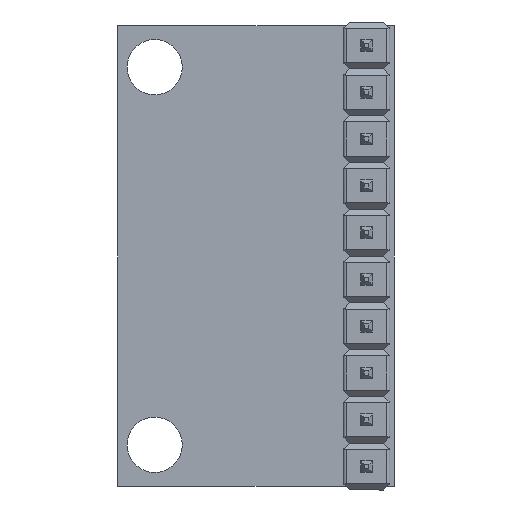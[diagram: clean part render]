
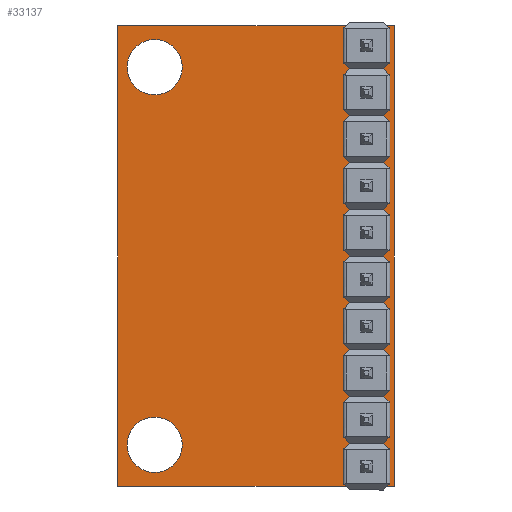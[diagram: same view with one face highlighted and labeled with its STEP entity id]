
A CAD part, front view. The second image highlights one B-rep face of the part: STEP entity #33137.
In plain terms, the highlighted planar face has unit normal (0, -1, 0).
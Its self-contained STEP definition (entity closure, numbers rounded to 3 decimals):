
#330=CIRCLE('',#34489,1.5);
#331=CIRCLE('',#34491,1.5);
#332=CIRCLE('',#34493,0.5);
#333=CIRCLE('',#34495,0.5);
#334=CIRCLE('',#34497,0.5);
#335=CIRCLE('',#34499,0.5);
#336=CIRCLE('',#34501,0.5);
#337=CIRCLE('',#34503,0.5);
#338=CIRCLE('',#34505,0.5);
#339=CIRCLE('',#34507,0.5);
#340=CIRCLE('',#34509,0.5);
#341=CIRCLE('',#34511,0.5);
#592=FACE_BOUND('',#5625,.T.);
#593=FACE_BOUND('',#5626,.T.);
#594=FACE_BOUND('',#5627,.T.);
#595=FACE_BOUND('',#5628,.T.);
#596=FACE_BOUND('',#5629,.T.);
#597=FACE_BOUND('',#5630,.T.);
#598=FACE_BOUND('',#5631,.T.);
#599=FACE_BOUND('',#5632,.T.);
#600=FACE_BOUND('',#5633,.T.);
#601=FACE_BOUND('',#5634,.T.);
#602=FACE_BOUND('',#5635,.T.);
#603=FACE_BOUND('',#5636,.T.);
#3750=FACE_OUTER_BOUND('',#5624,.T.);
#5624=EDGE_LOOP('',(#26589,#26590,#26591,#26592));
#5625=EDGE_LOOP('',(#26593));
#5626=EDGE_LOOP('',(#26594));
#5627=EDGE_LOOP('',(#26595));
#5628=EDGE_LOOP('',(#26596));
#5629=EDGE_LOOP('',(#26597));
#5630=EDGE_LOOP('',(#26598));
#5631=EDGE_LOOP('',(#26599));
#5632=EDGE_LOOP('',(#26600));
#5633=EDGE_LOOP('',(#26601));
#5634=EDGE_LOOP('',(#26602));
#5635=EDGE_LOOP('',(#26603));
#5636=EDGE_LOOP('',(#26604));
#7975=LINE('',#56668,#11348);
#7978=LINE('',#56673,#11351);
#7980=LINE('',#56677,#11353);
#7982=LINE('',#56680,#11355);
#11348=VECTOR('',#37778,10.);
#11351=VECTOR('',#37783,10.);
#11353=VECTOR('',#37787,10.);
#11355=VECTOR('',#37791,10.);
#15001=VERTEX_POINT('',#56618);
#15002=VERTEX_POINT('',#56622);
#15003=VERTEX_POINT('',#56626);
#15004=VERTEX_POINT('',#56630);
#15005=VERTEX_POINT('',#56634);
#15006=VERTEX_POINT('',#56638);
#15007=VERTEX_POINT('',#56642);
#15008=VERTEX_POINT('',#56646);
#15009=VERTEX_POINT('',#56650);
#15010=VERTEX_POINT('',#56654);
#15011=VERTEX_POINT('',#56658);
#15012=VERTEX_POINT('',#56662);
#15013=VERTEX_POINT('',#56666);
#15014=VERTEX_POINT('',#56667);
#15015=VERTEX_POINT('',#56672);
#15016=VERTEX_POINT('',#56676);
#19081=EDGE_CURVE('',#15001,#15001,#330,.T.);
#19083=EDGE_CURVE('',#15002,#15002,#331,.T.);
#19085=EDGE_CURVE('',#15003,#15003,#332,.T.);
#19087=EDGE_CURVE('',#15004,#15004,#333,.T.);
#19089=EDGE_CURVE('',#15005,#15005,#334,.T.);
#19091=EDGE_CURVE('',#15006,#15006,#335,.T.);
#19093=EDGE_CURVE('',#15007,#15007,#336,.T.);
#19095=EDGE_CURVE('',#15008,#15008,#337,.T.);
#19097=EDGE_CURVE('',#15009,#15009,#338,.T.);
#19099=EDGE_CURVE('',#15010,#15010,#339,.T.);
#19101=EDGE_CURVE('',#15011,#15011,#340,.T.);
#19103=EDGE_CURVE('',#15012,#15012,#341,.T.);
#19105=EDGE_CURVE('',#15013,#15014,#7975,.T.);
#19108=EDGE_CURVE('',#15014,#15015,#7978,.T.);
#19110=EDGE_CURVE('',#15015,#15016,#7980,.T.);
#19112=EDGE_CURVE('',#15016,#15013,#7982,.T.);
#26589=ORIENTED_EDGE('',*,*,#19112,.T.);
#26590=ORIENTED_EDGE('',*,*,#19105,.T.);
#26591=ORIENTED_EDGE('',*,*,#19108,.T.);
#26592=ORIENTED_EDGE('',*,*,#19110,.T.);
#26593=ORIENTED_EDGE('',*,*,#19081,.T.);
#26594=ORIENTED_EDGE('',*,*,#19083,.T.);
#26595=ORIENTED_EDGE('',*,*,#19085,.T.);
#26596=ORIENTED_EDGE('',*,*,#19087,.T.);
#26597=ORIENTED_EDGE('',*,*,#19089,.T.);
#26598=ORIENTED_EDGE('',*,*,#19091,.T.);
#26599=ORIENTED_EDGE('',*,*,#19093,.T.);
#26600=ORIENTED_EDGE('',*,*,#19095,.T.);
#26601=ORIENTED_EDGE('',*,*,#19097,.T.);
#26602=ORIENTED_EDGE('',*,*,#19099,.T.);
#26603=ORIENTED_EDGE('',*,*,#19101,.T.);
#26604=ORIENTED_EDGE('',*,*,#19103,.T.);
#31514=PLANE('',#34516);
#33137=ADVANCED_FACE('',(#3750,#592,#593,#594,#595,#596,#597,#598,#599,
#600,#601,#602,#603),#31514,.F.);
#34489=AXIS2_PLACEMENT_3D('',#56619,#37718,#37719);
#34491=AXIS2_PLACEMENT_3D('',#56623,#37723,#37724);
#34493=AXIS2_PLACEMENT_3D('',#56627,#37728,#37729);
#34495=AXIS2_PLACEMENT_3D('',#56631,#37733,#37734);
#34497=AXIS2_PLACEMENT_3D('',#56635,#37738,#37739);
#34499=AXIS2_PLACEMENT_3D('',#56639,#37743,#37744);
#34501=AXIS2_PLACEMENT_3D('',#56643,#37748,#37749);
#34503=AXIS2_PLACEMENT_3D('',#56647,#37753,#37754);
#34505=AXIS2_PLACEMENT_3D('',#56651,#37758,#37759);
#34507=AXIS2_PLACEMENT_3D('',#56655,#37763,#37764);
#34509=AXIS2_PLACEMENT_3D('',#56659,#37768,#37769);
#34511=AXIS2_PLACEMENT_3D('',#56663,#37773,#37774);
#34516=AXIS2_PLACEMENT_3D('',#56681,#37792,#37793);
#37718=DIRECTION('center_axis',(0.,1.,0.));
#37719=DIRECTION('ref_axis',(1.,0.,0.));
#37723=DIRECTION('center_axis',(0.,1.,0.));
#37724=DIRECTION('ref_axis',(1.,0.,0.));
#37728=DIRECTION('center_axis',(0.,1.,0.));
#37729=DIRECTION('ref_axis',(1.,0.,0.));
#37733=DIRECTION('center_axis',(0.,1.,0.));
#37734=DIRECTION('ref_axis',(1.,0.,0.));
#37738=DIRECTION('center_axis',(0.,1.,0.));
#37739=DIRECTION('ref_axis',(1.,0.,0.));
#37743=DIRECTION('center_axis',(0.,1.,0.));
#37744=DIRECTION('ref_axis',(1.,0.,0.));
#37748=DIRECTION('center_axis',(0.,1.,0.));
#37749=DIRECTION('ref_axis',(1.,0.,0.));
#37753=DIRECTION('center_axis',(0.,1.,0.));
#37754=DIRECTION('ref_axis',(1.,0.,0.));
#37758=DIRECTION('center_axis',(0.,1.,0.));
#37759=DIRECTION('ref_axis',(1.,0.,0.));
#37763=DIRECTION('center_axis',(0.,1.,0.));
#37764=DIRECTION('ref_axis',(1.,0.,0.));
#37768=DIRECTION('center_axis',(0.,1.,0.));
#37769=DIRECTION('ref_axis',(1.,0.,0.));
#37773=DIRECTION('center_axis',(0.,1.,0.));
#37774=DIRECTION('ref_axis',(1.,0.,0.));
#37778=DIRECTION('',(0.,0.,1.));
#37783=DIRECTION('',(-1.,0.,0.));
#37787=DIRECTION('',(0.,0.,-1.));
#37791=DIRECTION('',(1.,0.,0.));
#37792=DIRECTION('center_axis',(0.,1.,0.));
#37793=DIRECTION('ref_axis',(0.,0.,1.));
#56618=CARTESIAN_POINT('',(-7.,0.,-10.25));
#56619=CARTESIAN_POINT('Origin',(-5.5,0.,-10.25));
#56622=CARTESIAN_POINT('',(-7.,0.,10.25));
#56623=CARTESIAN_POINT('Origin',(-5.5,0.,10.25));
#56626=CARTESIAN_POINT('',(5.5,0.,-11.43));
#56627=CARTESIAN_POINT('Origin',(6.,0.,-11.43));
#56630=CARTESIAN_POINT('',(5.5,0.,-8.89));
#56631=CARTESIAN_POINT('Origin',(6.,0.,-8.89));
#56634=CARTESIAN_POINT('',(5.5,0.,-6.35));
#56635=CARTESIAN_POINT('Origin',(6.,0.,-6.35));
#56638=CARTESIAN_POINT('',(5.5,0.,-3.81));
#56639=CARTESIAN_POINT('Origin',(6.,0.,-3.81));
#56642=CARTESIAN_POINT('',(5.5,0.,-1.27));
#56643=CARTESIAN_POINT('Origin',(6.,0.,-1.27));
#56646=CARTESIAN_POINT('',(5.5,0.,1.27));
#56647=CARTESIAN_POINT('Origin',(6.,0.,1.27));
#56650=CARTESIAN_POINT('',(5.5,0.,3.81));
#56651=CARTESIAN_POINT('Origin',(6.,0.,3.81));
#56654=CARTESIAN_POINT('',(5.5,0.,6.35));
#56655=CARTESIAN_POINT('Origin',(6.,0.,6.35));
#56658=CARTESIAN_POINT('',(5.5,0.,8.89));
#56659=CARTESIAN_POINT('Origin',(6.,0.,8.89));
#56662=CARTESIAN_POINT('',(5.5,0.,11.43));
#56663=CARTESIAN_POINT('Origin',(6.,0.,11.43));
#56666=CARTESIAN_POINT('',(7.5,0.,-12.5));
#56667=CARTESIAN_POINT('',(7.5,0.,12.5));
#56668=CARTESIAN_POINT('',(7.5,0.,-12.5));
#56672=CARTESIAN_POINT('',(-7.5,0.,12.5));
#56673=CARTESIAN_POINT('',(7.5,0.,12.5));
#56676=CARTESIAN_POINT('',(-7.5,0.,-12.5));
#56677=CARTESIAN_POINT('',(-7.5,0.,12.5));
#56680=CARTESIAN_POINT('',(-7.5,0.,-12.5));
#56681=CARTESIAN_POINT('Origin',(0.,0.,0.));
